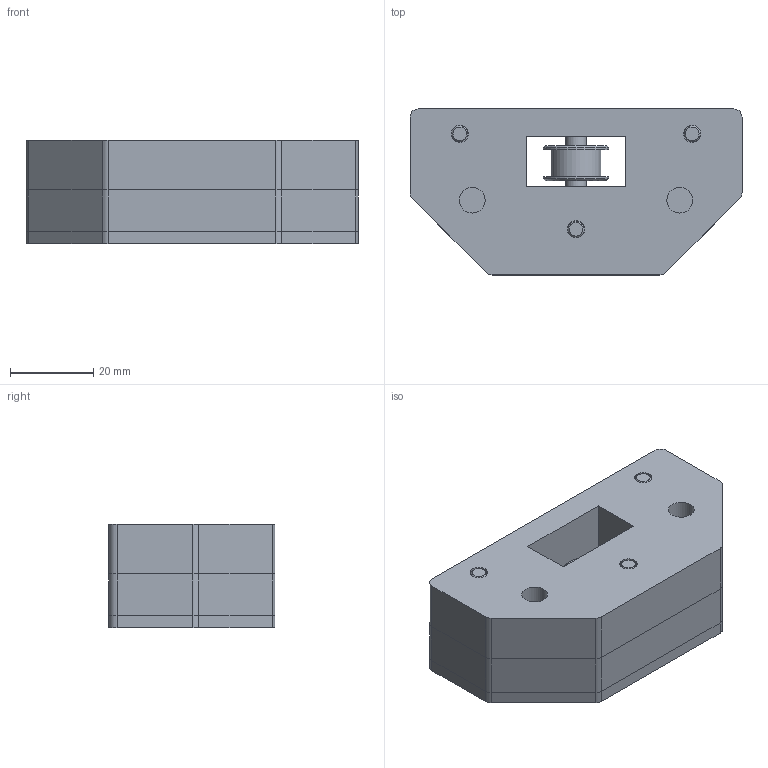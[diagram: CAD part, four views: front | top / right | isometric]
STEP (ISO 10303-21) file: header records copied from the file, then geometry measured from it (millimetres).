
FILE_DESCRIPTION(/* description */ (''),/* implementation_level */ '2;1');
FILE_NAME(/* name */ '77a5661a-9dad-4d0f-a843-2e67d4a75ec1.stp',/* time_stamp */ '2025-08-11T20:13:47Z',/* author */ (''),/* organization */ (''),/* preprocessor_version */ 'ST-DEVELOPER v20.1',/* originating_system */ 'Autodesk Translation Framework v14.10.0.0',/* authorisation */ '');
FILE_SCHEMA (('AUTOMOTIVE_DESIGN { 1 0 10303 214 3 1 1 }'));
Length unit declared in the file: millimetre
Products named in the file (7): tensioner new; clamp; tensioner; DIN EN ISO 4762 - M5 x 16 Steel 4.6 Plain; DIN EN ISO 4762 - M4 x 16 Steel 4.6 Plain; GT2 idler pulley (5 mm bore) v1; Tensioner Cap
Assembly tree (8 placements, depth 2):
  tensioner new
    clamp
    tensioner
    DIN EN ISO 4762 - M5 x 16 Steel 4.6 Plain
    DIN EN ISO 4762 - M4 x 16 Steel 4.6 Plain  x3
    GT2 idler pulley (5 mm bore) v1
    Tensioner Cap
Bounding box: 80 x 40 x 25 mm (x, y, z)
Volume: 62524 mm3; surface area: 27208.9 mm2
Topology: 8 solids, 8 shells, 208 faces, 441 edges, 278 vertices
Faces by surface type: plane 137, cylinder 59, cone 8, torus 4
Full cylindrical faces by diameter (mm): 3.908 x3, 4.2 x11, 4.3 x4, 4.901 x1, 5 x1, 5.2 x2, 6 x2, 6.2 x2, 7 x3, 7.2 x3, 8.1 x2, 8.5 x1, 8.7 x1, 9.1 x2, 12 x1, 15.9 x2
Entity records: 4971 total; most frequent: DIRECTION 865, CARTESIAN_POINT 799, ORIENTED_EDGE 746, EDGE_CURVE 373, AXIS2_PLACEMENT_3D 306, LINE 253, VECTOR 253, VERTEX_POINT 240
